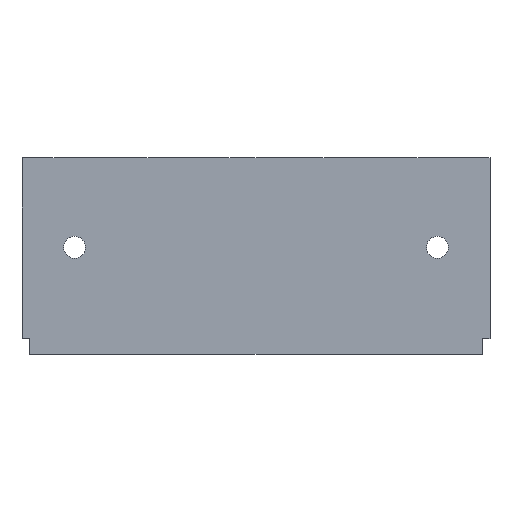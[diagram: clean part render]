
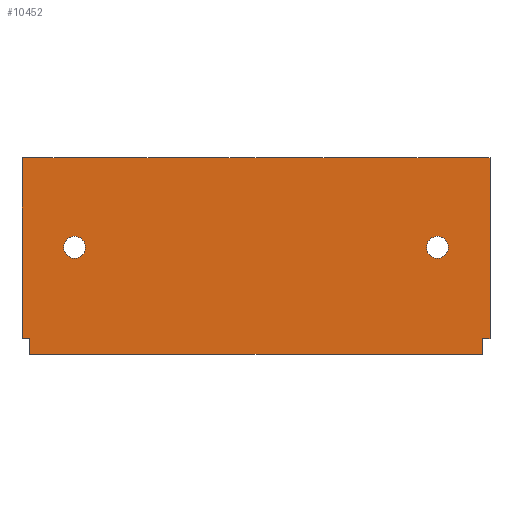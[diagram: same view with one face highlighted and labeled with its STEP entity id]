
A CAD part, front view. The second image highlights one B-rep face of the part: STEP entity #10452.
In plain terms, the highlighted planar face has unit normal (0, -1, 0).
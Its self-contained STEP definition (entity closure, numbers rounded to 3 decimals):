
#83 = AXIS2_PLACEMENT_3D ( 'NONE', #7158, #1997, #8042 ) ;
#138 = AXIS2_PLACEMENT_3D ( 'NONE', #5161, #171, #6028 ) ;
#144 = CARTESIAN_POINT ( 'NONE',  ( 45.665, 0., -8.805 ) ) ;
#171 = DIRECTION ( 'NONE',  ( 0., -1., 0. ) ) ;
#248 = ORIENTED_EDGE ( 'NONE', *, *, #9744, .F. ) ;
#262 = DIRECTION ( 'NONE',  ( -1., 0., 0. ) ) ;
#883 = ORIENTED_EDGE ( 'NONE', *, *, #10648, .F. ) ;
#974 = ORIENTED_EDGE ( 'NONE', *, *, #7613, .T. ) ;
#1053 = DIRECTION ( 'NONE',  ( 0., 0., 1. ) ) ;
#1142 = ORIENTED_EDGE ( 'NONE', *, *, #9839, .F. ) ;
#1219 = CARTESIAN_POINT ( 'NONE',  ( 50.69, 0., -22. ) ) ;
#1232 = DIRECTION ( 'NONE',  ( -1., 0., 0. ) ) ;
#1243 = ORIENTED_EDGE ( 'NONE', *, *, #3842, .T. ) ;
#1371 = ORIENTED_EDGE ( 'NONE', *, *, #3796, .T. ) ;
#1509 = ORIENTED_EDGE ( 'NONE', *, *, #8143, .F. ) ;
#1607 = DIRECTION ( 'NONE',  ( 0., -1., 0. ) ) ;
#1679 = VERTEX_POINT ( 'NONE', #8925 ) ;
#1703 = AXIS2_PLACEMENT_3D ( 'NONE', #7425, #2248, #8316 ) ;
#1997 = DIRECTION ( 'NONE',  ( 0., 1., 0. ) ) ;
#2182 = EDGE_CURVE ( 'NONE', #2865, #3710, #10026, .T. ) ;
#2248 = DIRECTION ( 'NONE',  ( 0., -1., 0. ) ) ;
#2311 = EDGE_CURVE ( 'NONE', #4823, #9111, #10292, .T. ) ;
#2544 = CARTESIAN_POINT ( 'NONE',  ( 51.55, 0., 0. ) ) ;
#2625 = CARTESIAN_POINT ( 'NONE',  ( 0., 0., -20.25 ) ) ;
#2633 = CARTESIAN_POINT ( 'NONE',  ( 50.69, 0., -22. ) ) ;
#2813 = DIRECTION ( 'NONE',  ( 0., 0., -1. ) ) ;
#2830 = CARTESIAN_POINT ( 'NONE',  ( 51.55, 0., -20.25 ) ) ;
#2865 = VERTEX_POINT ( 'NONE', #2830 ) ;
#2924 = CARTESIAN_POINT ( 'NONE',  ( 51.55, 0., 0. ) ) ;
#2930 = DIRECTION ( 'NONE',  ( 1., 0., 0. ) ) ;
#3390 = CARTESIAN_POINT ( 'NONE',  ( -0.86, 0., -20.25 ) ) ;
#3509 = VERTEX_POINT ( 'NONE', #2625 ) ;
#3710 = VERTEX_POINT ( 'NONE', #9022 ) ;
#3796 = EDGE_CURVE ( 'NONE', #3509, #5081, #6463, .T. ) ;
#3842 = EDGE_CURVE ( 'NONE', #11026, #3509, #6327, .T. ) ;
#4038 = DIRECTION ( 'NONE',  ( -1., 0., 0. ) ) ;
#4049 = CARTESIAN_POINT ( 'NONE',  ( 50.69, 0., 0. ) ) ;
#4135 = VERTEX_POINT ( 'NONE', #2633 ) ;
#4302 = CARTESIAN_POINT ( 'NONE',  ( -0.86, 0., -20.25 ) ) ;
#4763 = CARTESIAN_POINT ( 'NONE',  ( 51.55, 0., -20.25 ) ) ;
#4823 = VERTEX_POINT ( 'NONE', #8390 ) ;
#4826 = CIRCLE ( 'NONE', #1703, 1.225 ) ;
#5081 = VERTEX_POINT ( 'NONE', #9141 ) ;
#5161 = CARTESIAN_POINT ( 'NONE',  ( 5.025, 0., -10.03 ) ) ;
#5240 = FACE_OUTER_BOUND ( 'NONE', #8840, .T. ) ;
#5257 = FACE_BOUND ( 'NONE', #8841, .T. ) ;
#5325 = CARTESIAN_POINT ( 'NONE',  ( -0.86, 0., -20.25 ) ) ;
#5337 = FACE_BOUND ( 'NONE', #9963, .T. ) ;
#5540 = DIRECTION ( 'NONE',  ( 0., 0., -1. ) ) ;
#5866 = CIRCLE ( 'NONE', #8500, 1.225 ) ;
#5990 = DIRECTION ( 'NONE',  ( 0., 0., -1. ) ) ;
#6028 = DIRECTION ( 'NONE',  ( 0., 0., 1. ) ) ;
#6071 = CARTESIAN_POINT ( 'NONE',  ( 0., 0., 0. ) ) ;
#6246 = PLANE ( 'NONE',  #83 ) ;
#6327 = LINE ( 'NONE', #3390, #6389 ) ;
#6389 = VECTOR ( 'NONE', #2930, 1000. ) ;
#6423 = VECTOR ( 'NONE', #1053, 1000. ) ;
#6447 = LINE ( 'NONE', #4302, #6423 ) ;
#6463 = LINE ( 'NONE', #6071, #6538 ) ;
#6538 = VECTOR ( 'NONE', #5990, 1000. ) ;
#6683 = CIRCLE ( 'NONE', #138, 1.225 ) ;
#6715 = CARTESIAN_POINT ( 'NONE',  ( 45.665, 0., -10.03 ) ) ;
#7158 = CARTESIAN_POINT ( 'NONE',  ( 50.69, 0., 0. ) ) ;
#7159 = CARTESIAN_POINT ( 'NONE',  ( 50.69, 0., 0. ) ) ;
#7425 = CARTESIAN_POINT ( 'NONE',  ( 5.025, 0., -10.03 ) ) ;
#7613 = EDGE_CURVE ( 'NONE', #7880, #8757, #10763, .T. ) ;
#7622 = DIRECTION ( 'NONE',  ( 0., 0., 1. ) ) ;
#7880 = VERTEX_POINT ( 'NONE', #2544 ) ;
#8042 = DIRECTION ( 'NONE',  ( 0., 0., 1. ) ) ;
#8113 = AXIS2_PLACEMENT_3D ( 'NONE', #10007, #10077, #10738 ) ;
#8143 = EDGE_CURVE ( 'NONE', #4135, #5081, #9698, .T. ) ;
#8316 = DIRECTION ( 'NONE',  ( 0., 0., 1. ) ) ;
#8390 = CARTESIAN_POINT ( 'NONE',  ( 45.665, 0., -11.255 ) ) ;
#8500 = AXIS2_PLACEMENT_3D ( 'NONE', #6715, #1607, #7622 ) ;
#8517 = VECTOR ( 'NONE', #5540, 1000. ) ;
#8525 = LINE ( 'NONE', #2924, #8517 ) ;
#8634 = EDGE_CURVE ( 'NONE', #3710, #4135, #8763, .T. ) ;
#8704 = VECTOR ( 'NONE', #2813, 1000. ) ;
#8729 = EDGE_CURVE ( 'NONE', #7880, #2865, #8525, .T. ) ;
#8757 = VERTEX_POINT ( 'NONE', #9974 ) ;
#8763 = LINE ( 'NONE', #7159, #8704 ) ;
#8840 = EDGE_LOOP ( 'NONE', ( #974, #1142, #1243, #1371, #1509, #11010, #9114, #10159 ) ) ;
#8841 = EDGE_LOOP ( 'NONE', ( #8854, #11064 ) ) ;
#8854 = ORIENTED_EDGE ( 'NONE', *, *, #10165, .F. ) ;
#8925 = CARTESIAN_POINT ( 'NONE',  ( 5.025, 0., -11.255 ) ) ;
#9022 = CARTESIAN_POINT ( 'NONE',  ( 50.69, 0., -20.25 ) ) ;
#9041 = CARTESIAN_POINT ( 'NONE',  ( 5.025, 0., -8.805 ) ) ;
#9111 = VERTEX_POINT ( 'NONE', #144 ) ;
#9114 = ORIENTED_EDGE ( 'NONE', *, *, #2182, .F. ) ;
#9141 = CARTESIAN_POINT ( 'NONE',  ( 0., 0., -22. ) ) ;
#9356 = VERTEX_POINT ( 'NONE', #9041 ) ;
#9698 = LINE ( 'NONE', #1219, #9707 ) ;
#9707 = VECTOR ( 'NONE', #1232, 1000. ) ;
#9744 = EDGE_CURVE ( 'NONE', #9356, #1679, #6683, .T. ) ;
#9839 = EDGE_CURVE ( 'NONE', #11026, #8757, #6447, .T. ) ;
#9963 = EDGE_LOOP ( 'NONE', ( #248, #883 ) ) ;
#9974 = CARTESIAN_POINT ( 'NONE',  ( -0.86, 0., 0. ) ) ;
#10007 = CARTESIAN_POINT ( 'NONE',  ( 45.665, 0., -10.03 ) ) ;
#10026 = LINE ( 'NONE', #4763, #10048 ) ;
#10048 = VECTOR ( 'NONE', #262, 1000. ) ;
#10077 = DIRECTION ( 'NONE',  ( 0., -1., 0. ) ) ;
#10159 = ORIENTED_EDGE ( 'NONE', *, *, #8729, .F. ) ;
#10165 = EDGE_CURVE ( 'NONE', #9111, #4823, #5866, .T. ) ;
#10292 = CIRCLE ( 'NONE', #8113, 1.225 ) ;
#10452 = ADVANCED_FACE ( 'NONE', ( #5257, #5337, #5240 ), #6246, .F. ) ;
#10648 = EDGE_CURVE ( 'NONE', #1679, #9356, #4826, .T. ) ;
#10738 = DIRECTION ( 'NONE',  ( 0., 0., 1. ) ) ;
#10763 = LINE ( 'NONE', #4049, #10777 ) ;
#10777 = VECTOR ( 'NONE', #4038, 1000. ) ;
#11010 = ORIENTED_EDGE ( 'NONE', *, *, #8634, .F. ) ;
#11026 = VERTEX_POINT ( 'NONE', #5325 ) ;
#11064 = ORIENTED_EDGE ( 'NONE', *, *, #2311, .F. ) ;
